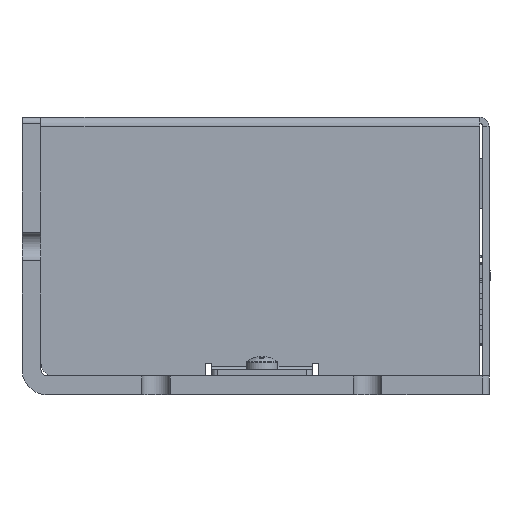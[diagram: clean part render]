
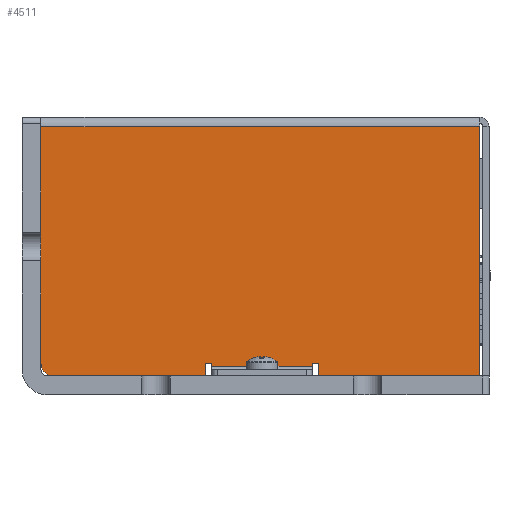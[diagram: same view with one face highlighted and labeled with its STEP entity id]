
A CAD part, left-side view. The second image highlights one B-rep face of the part: STEP entity #4511.
In plain terms, the highlighted planar face has unit normal (-1, 0, 0).
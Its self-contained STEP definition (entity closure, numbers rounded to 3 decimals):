
#4372=CARTESIAN_POINT('',(-2.21,67.244,3.291));
#4373=VERTEX_POINT('',#4372);
#4374=CARTESIAN_POINT('',(-2.21,69.244,5.291));
#4375=VERTEX_POINT('',#4374);
#4376=CARTESIAN_POINT('',(-2.21,67.244,5.291));
#4377=DIRECTION('',(1.0,0.0,0.0));
#4378=DIRECTION('',(0.0,0.707,-0.707));
#4379=AXIS2_PLACEMENT_3D('',#4376,#4377,#4378);
#4380=CIRCLE('',#4379,2.0);
#4381=EDGE_CURVE('',#4373,#4375,#4380,.T.);
#4409=CARTESIAN_POINT('',(-2.21,34.494,23.78));
#4410=DIRECTION('',(-1.0,0.0,0.0));
#4411=DIRECTION('',(0.0,0.0,1.0));
#4412=AXIS2_PLACEMENT_3D('',#4409,#4410,#4411);
#4413=PLANE('',#4412);
#4414=ORIENTED_EDGE('',*,*,#4381,.F.);
#4415=CARTESIAN_POINT('',(-2.21,43.244,3.291));
#4416=VERTEX_POINT('',#4415);
#4417=CARTESIAN_POINT('',(-2.21,43.244,3.291));
#4418=DIRECTION('',(0.0,1.0,0.0));
#4419=VECTOR('',#4418,24.);
#4420=LINE('',#4417,#4419);
#4421=EDGE_CURVE('',#4416,#4373,#4420,.T.);
#4422=ORIENTED_EDGE('',*,*,#4421,.F.);
#4423=CARTESIAN_POINT('',(-2.21,43.244,5.291));
#4424=VERTEX_POINT('',#4423);
#4425=CARTESIAN_POINT('',(-2.21,43.244,3.291));
#4426=DIRECTION('',(0.0,0.0,1.0));
#4427=VECTOR('',#4426,2.);
#4428=LINE('',#4425,#4427);
#4429=EDGE_CURVE('',#4416,#4424,#4428,.T.);
#4430=ORIENTED_EDGE('',*,*,#4429,.T.);
#4431=CARTESIAN_POINT('',(-2.21,42.244,5.291));
#4432=VERTEX_POINT('',#4431);
#4433=CARTESIAN_POINT('',(-2.21,43.244,5.291));
#4434=DIRECTION('',(0.0,-1.0,0.0));
#4435=VECTOR('',#4434,1.);
#4436=LINE('',#4433,#4435);
#4437=EDGE_CURVE('',#4424,#4432,#4436,.T.);
#4438=ORIENTED_EDGE('',*,*,#4437,.T.);
#4439=CARTESIAN_POINT('',(-2.21,42.244,4.791));
#4440=VERTEX_POINT('',#4439);
#4441=CARTESIAN_POINT('',(-2.21,42.244,5.291));
#4442=DIRECTION('',(0.0,0.0,-1.0));
#4443=VECTOR('',#4442,0.5);
#4444=LINE('',#4441,#4443);
#4445=EDGE_CURVE('',#4432,#4440,#4444,.T.);
#4446=ORIENTED_EDGE('',*,*,#4445,.T.);
#4447=CARTESIAN_POINT('',(-2.21,26.244,4.791));
#4448=VERTEX_POINT('',#4447);
#4449=CARTESIAN_POINT('',(-2.21,42.244,4.791));
#4450=DIRECTION('',(0.0,-1.0,0.0));
#4451=VECTOR('',#4450,16.);
#4452=LINE('',#4449,#4451);
#4453=EDGE_CURVE('',#4440,#4448,#4452,.T.);
#4454=ORIENTED_EDGE('',*,*,#4453,.T.);
#4455=CARTESIAN_POINT('',(-2.21,26.244,5.291));
#4456=VERTEX_POINT('',#4455);
#4457=CARTESIAN_POINT('',(-2.21,26.244,4.791));
#4458=DIRECTION('',(0.0,0.0,1.0));
#4459=VECTOR('',#4458,0.5);
#4460=LINE('',#4457,#4459);
#4461=EDGE_CURVE('',#4448,#4456,#4460,.T.);
#4462=ORIENTED_EDGE('',*,*,#4461,.T.);
#4463=CARTESIAN_POINT('',(-2.21,25.244,5.291));
#4464=VERTEX_POINT('',#4463);
#4465=CARTESIAN_POINT('',(-2.21,26.244,5.291));
#4466=DIRECTION('',(0.0,-1.0,0.0));
#4467=VECTOR('',#4466,1.);
#4468=LINE('',#4465,#4467);
#4469=EDGE_CURVE('',#4456,#4464,#4468,.T.);
#4470=ORIENTED_EDGE('',*,*,#4469,.T.);
#4471=CARTESIAN_POINT('',(-2.21,25.244,3.291));
#4472=VERTEX_POINT('',#4471);
#4473=CARTESIAN_POINT('',(-2.21,25.244,5.291));
#4474=DIRECTION('',(0.0,0.0,-1.0));
#4475=VECTOR('',#4474,2.);
#4476=LINE('',#4473,#4475);
#4477=EDGE_CURVE('',#4464,#4472,#4476,.T.);
#4478=ORIENTED_EDGE('',*,*,#4477,.T.);
#4479=CARTESIAN_POINT('',(-2.21,-0.256,3.291));
#4480=VERTEX_POINT('',#4479);
#4481=CARTESIAN_POINT('',(-2.21,-0.256,3.291));
#4482=DIRECTION('',(0.0,1.0,0.0));
#4483=VECTOR('',#4482,25.5);
#4484=LINE('',#4481,#4483);
#4485=EDGE_CURVE('',#4480,#4472,#4484,.T.);
#4486=ORIENTED_EDGE('',*,*,#4485,.F.);
#4487=CARTESIAN_POINT('',(-2.21,-0.256,42.791));
#4488=VERTEX_POINT('',#4487);
#4489=CARTESIAN_POINT('',(-2.21,-0.256,42.791));
#4490=DIRECTION('',(0.0,0.0,-1.0));
#4491=VECTOR('',#4490,39.5);
#4492=LINE('',#4489,#4491);
#4493=EDGE_CURVE('',#4488,#4480,#4492,.T.);
#4494=ORIENTED_EDGE('',*,*,#4493,.F.);
#4495=CARTESIAN_POINT('',(-2.21,69.244,42.791));
#4496=VERTEX_POINT('',#4495);
#4497=CARTESIAN_POINT('',(-2.21,-0.256,42.791));
#4498=DIRECTION('',(0.0,1.0,0.0));
#4499=VECTOR('',#4498,69.5);
#4500=LINE('',#4497,#4499);
#4501=EDGE_CURVE('',#4488,#4496,#4500,.T.);
#4502=ORIENTED_EDGE('',*,*,#4501,.T.);
#4503=CARTESIAN_POINT('',(-2.21,69.244,5.291));
#4504=DIRECTION('',(0.0,0.0,1.0));
#4505=VECTOR('',#4504,37.5);
#4506=LINE('',#4503,#4505);
#4507=EDGE_CURVE('',#4375,#4496,#4506,.T.);
#4508=ORIENTED_EDGE('',*,*,#4507,.F.);
#4509=EDGE_LOOP('',(#4414,#4422,#4430,#4438,#4446,#4454,#4462,#4470,#4478,#4486,#4494,#4502,#4508));
#4510=FACE_OUTER_BOUND('',#4509,.T.);
#4511=ADVANCED_FACE('',(#4510),#4413,.T.);
